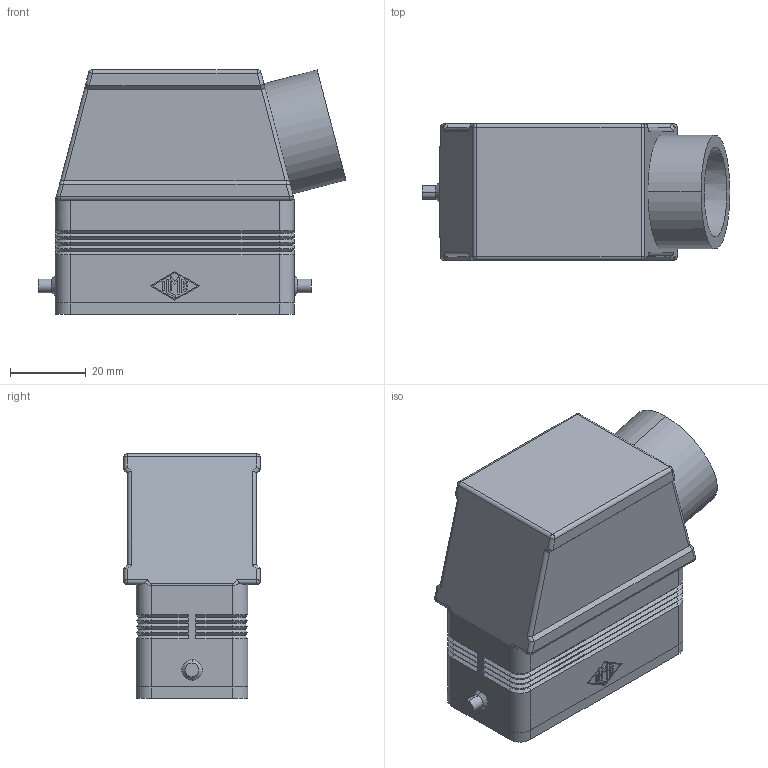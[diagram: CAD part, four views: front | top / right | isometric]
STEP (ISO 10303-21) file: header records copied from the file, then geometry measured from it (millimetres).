
FILE_DESCRIPTION(('Creo Elements/Direct Modeling STEP Export'),'2;1');
FILE_NAME('CZAOT_15_5_L.stp','2013-01-22T10:05:27',(''),(''),'Creo Elements/Direct Modeling STEP processor for AP214 (Solid Model)','Creo Elements/Direct Modeling 18.0B 02-Dec-2011 (C) Parametric Technology GmbH','');
FILE_SCHEMA(('AUTOMOTIVE_DESIGN { 1 0 10303 214 1 1 1 1 }'));
Length unit declared in the file: millimetre
Products named in the file (1): CZ_MZ_Tüllengehäuse_1_Bügel_
Bounding box: 81.08 x 36 x 64.5 mm (x, y, z)
Surface area: 27809 mm2 (no closed solid volume)
Topology: 0 solids, 2 shells, 375 faces, 906 edges, 537 vertices
Faces by surface type: plane 193, cylinder 124, cone 46, sphere 8, bspline 4
Entity records: 10820 total; most frequent: CARTESIAN_POINT 2170, DIRECTION 1808, ORIENTED_EDGE 1779, EDGE_CURVE 890, VECTOR 616, LINE 616, AXIS2_PLACEMENT_3D 596, VERTEX_POINT 537
